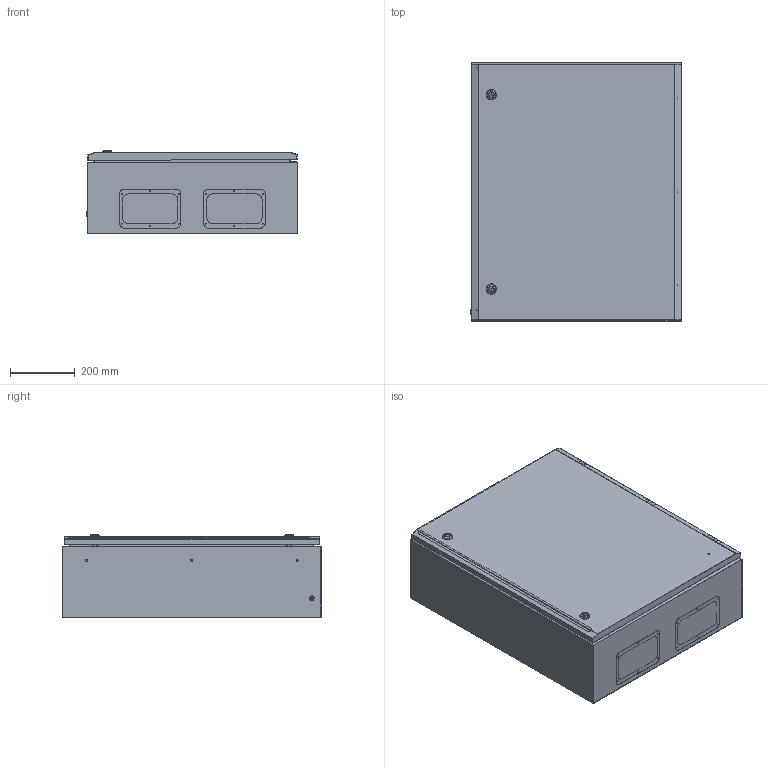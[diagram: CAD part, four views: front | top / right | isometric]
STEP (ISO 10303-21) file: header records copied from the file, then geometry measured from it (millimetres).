
FILE_DESCRIPTION (( 'STEP AP214' ), '1' );
FILE_NAME ('YKM42-04-31-P Êîðïóñ ìåòàëëè÷åñêèé ÙÌÏ-4-2 36 ÓÕË3 IP31 PRO.STEP', '2016-08-11T10:59:20', ( 'user' ), ( '' ), 'SwSTEP 2.0', 'SolidWorks 2014', '' );
FILE_SCHEMA (( 'AUTOMOTIVE_DESIGN' ));
Length unit declared in the file: millimetre
Products named in the file (3): ﾄ粢 ﾙﾌﾏ-4-2 IP31; Îáîëî÷êà ÙÌÏ-4-2 IP31; YKM42-04-31-P Êîðïóñ ìåòàëëè÷åñêèé ÙÌÏ-4-2 36 ÓÕË3 IP31 PRO
Assembly tree (2 placements, depth 2):
  YKM42-04-31-P Êîðïóñ ìåòàëëè÷åñêèé ÙÌÏ-4-2 36 ÓÕË3 IP31 PRO
    Îáîëî÷êà ÙÌÏ-4-2 IP31
    ﾄ粢 ﾙﾌﾏ-4-2 IP31
Bounding box: 651.58 x 801 x 256.02 mm (x, y, z)
Volume: 3187032.2 mm3; surface area: 4728236.5 mm2
Topology: 18 solids, 18 shells, 878 faces, 2173 edges, 1367 vertices
Faces by surface type: plane 504, cylinder 277, cone 68, bspline 22, torus 4, sphere 3
Entity records: 27103 total; most frequent: CARTESIAN_POINT 5705, ORIENTED_EDGE 4340, DIRECTION 4271, EDGE_CURVE 2170, AXIS2_PLACEMENT_3D 1464, VERTEX_POINT 1366, LINE 1343, VECTOR 1343
